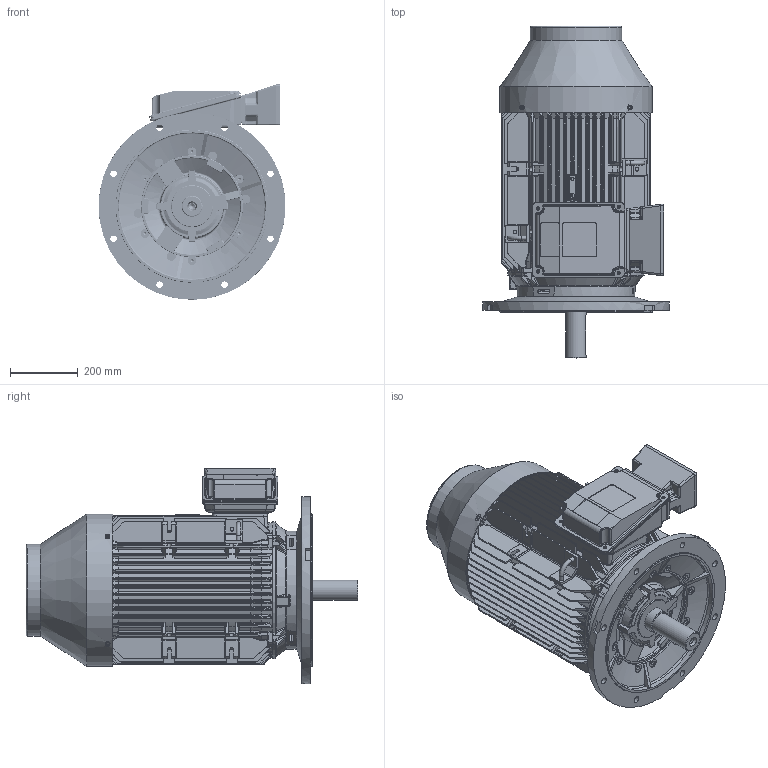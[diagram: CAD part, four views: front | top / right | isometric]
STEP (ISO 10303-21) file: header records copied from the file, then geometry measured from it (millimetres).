
FILE_DESCRIPTION( ( 'Unknown' ), '1' );
FILE_NAME( '3D UDF250ME 2P B5 DTD IC411.stp', 'Unknown', ( 'Unknown' ), ( 'Unknown' ), 'PSStep 17.0.49', 'Unknown', ' ' );
FILE_SCHEMA( ( 'AUTOMOTIVE_DESIGN { 1 0 10303 214 1 1 1 1 }' ) );
Length unit declared in the file: millimetre
Products named in the file (1): 1
Bounding box: 549.74 x 977 x 633.24 mm (x, y, z)
Volume: 21199170 mm3; surface area: 5463234.1 mm2
Topology: 1 solids, 4 shells, 4893 faces, 12998 edges, 8076 vertices
Faces by surface type: cylinder 1685, plane 1525, bspline 1053, torus 310, cone 197, sphere 122, revolution 1
Full cylindrical faces by diameter (mm): 8 x17, 8.5 x1, 8.782 x12, 8.985 x2, 9 x12, 10 x21, 11 x4, 12 x24, 15 x3, 17.5 x1, 19 x8, 21 x1, 60 x1, 67 x1, 70 x2, 156 x2, 170 x2, 205 x2, 267 x1, 270.2 x1, 288 x2, 300 x3, 368.3 x1, 380 x1, 385 x4, 435 x1, 443 x1, 448.2 x1, 450 x1, 550 x1
Entity records: 319172 total; most frequent: CARTESIAN_POINT 168612, ORIENTED_EDGE 25086, DIRECTION 21102, EDGE_CURVE 12543, AXIS2_PLACEMENT_3D 8110, VERTEX_POINT 7934, EDGE_LOOP 5238, FACE_OUTER_BOUND 5029
